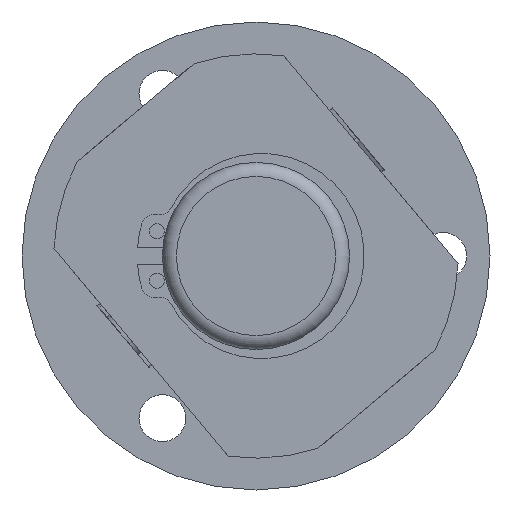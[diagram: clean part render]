
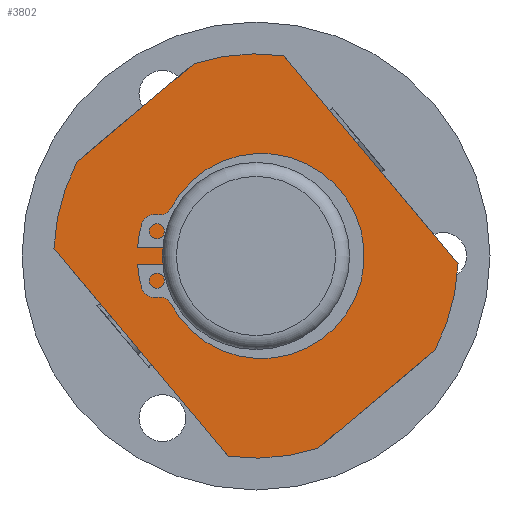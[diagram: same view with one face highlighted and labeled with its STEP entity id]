
A CAD part, left-side view. The second image highlights one B-rep face of the part: STEP entity #3802.
In plain terms, the highlighted planar face has unit normal (-1, 0, 0).
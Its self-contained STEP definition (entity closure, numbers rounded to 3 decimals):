
#168=CIRCLE('',#4152,12.5);
#170=CIRCLE('',#4155,27.);
#171=CIRCLE('',#4156,27.);
#172=CIRCLE('',#4157,27.);
#173=CIRCLE('',#4158,27.);
#994=ORIENTED_EDGE('',*,*,#1719,.T.);
#995=ORIENTED_EDGE('',*,*,#1722,.F.);
#996=ORIENTED_EDGE('',*,*,#1723,.T.);
#997=ORIENTED_EDGE('',*,*,#1724,.F.);
#998=ORIENTED_EDGE('',*,*,#1725,.T.);
#999=ORIENTED_EDGE('',*,*,#1726,.F.);
#1000=ORIENTED_EDGE('',*,*,#1727,.T.);
#1001=ORIENTED_EDGE('',*,*,#1728,.F.);
#1002=ORIENTED_EDGE('',*,*,#1729,.T.);
#1719=EDGE_CURVE('',#2146,#2146,#168,.T.);
#1722=EDGE_CURVE('',#2149,#2150,#2534,.T.);
#1723=EDGE_CURVE('',#2149,#2151,#170,.F.);
#1724=EDGE_CURVE('',#2152,#2151,#2535,.T.);
#1725=EDGE_CURVE('',#2152,#2153,#171,.F.);
#1726=EDGE_CURVE('',#2154,#2153,#2536,.T.);
#1727=EDGE_CURVE('',#2154,#2155,#172,.F.);
#1728=EDGE_CURVE('',#2156,#2155,#2537,.T.);
#1729=EDGE_CURVE('',#2156,#2150,#173,.F.);
#2146=VERTEX_POINT('',#6175);
#2149=VERTEX_POINT('',#6200);
#2150=VERTEX_POINT('',#6201);
#2151=VERTEX_POINT('',#6203);
#2152=VERTEX_POINT('',#6205);
#2153=VERTEX_POINT('',#6207);
#2154=VERTEX_POINT('',#6209);
#2155=VERTEX_POINT('',#6211);
#2156=VERTEX_POINT('',#6213);
#2534=LINE('',#6199,#2862);
#2535=LINE('',#6204,#2863);
#2536=LINE('',#6208,#2864);
#2537=LINE('',#6212,#2865);
#2862=VECTOR('',#5018,1000.);
#2863=VECTOR('',#5021,1000.);
#2864=VECTOR('',#5024,1000.);
#2865=VECTOR('',#5027,1000.);
#3114=EDGE_LOOP('',(#994));
#3115=EDGE_LOOP('',(#995,#996,#997,#998,#999,#1000,#1001,#1002));
#3414=FACE_BOUND('',#3114,.T.);
#3415=FACE_BOUND('',#3115,.T.);
#3637=PLANE('',#4154);
#3802=ADVANCED_FACE('',(#3414,#3415),#3637,.F.);
#4152=AXIS2_PLACEMENT_3D('',#6174,#5012,#5013);
#4154=AXIS2_PLACEMENT_3D('',#6198,#5016,#5017);
#4155=AXIS2_PLACEMENT_3D('',#6202,#5019,#5020);
#4156=AXIS2_PLACEMENT_3D('',#6206,#5022,#5023);
#4157=AXIS2_PLACEMENT_3D('',#6210,#5025,#5026);
#4158=AXIS2_PLACEMENT_3D('',#6214,#5028,#5029);
#5012=DIRECTION('',(1.,0.,0.));
#5013=DIRECTION('',(0.,0.,-1.));
#5016=DIRECTION('',(1.,0.,0.));
#5017=DIRECTION('',(0.,0.,-1.));
#5018=DIRECTION('',(0.,1.,0.));
#5019=DIRECTION('',(1.,0.,0.));
#5020=DIRECTION('',(0.,0.,-1.));
#5021=DIRECTION('',(0.,0.,-1.));
#5022=DIRECTION('',(1.,0.,0.));
#5023=DIRECTION('',(0.,0.,-1.));
#5024=DIRECTION('',(0.,-1.,0.));
#5025=DIRECTION('',(1.,0.,0.));
#5026=DIRECTION('',(0.,0.,-1.));
#5027=DIRECTION('',(0.,0.,1.));
#5028=DIRECTION('',(1.,0.,0.));
#5029=DIRECTION('',(0.,0.,-1.));
#6174=CARTESIAN_POINT('',(-60.,0.,0.));
#6175=CARTESIAN_POINT('',(-60.,0.,-12.5));
#6198=CARTESIAN_POINT('',(-60.,0.,0.));
#6199=CARTESIAN_POINT('',(-60.,-25.,-20.));
#6200=CARTESIAN_POINT('',(-60.,-18.138,-20.));
#6201=CARTESIAN_POINT('',(-60.,18.138,-20.));
#6202=CARTESIAN_POINT('',(-60.,0.,0.));
#6203=CARTESIAN_POINT('',(-60.,-25.,-10.198));
#6204=CARTESIAN_POINT('',(-60.,-25.,20.));
#6205=CARTESIAN_POINT('',(-60.,-25.,10.198));
#6206=CARTESIAN_POINT('',(-60.,0.,0.));
#6207=CARTESIAN_POINT('',(-60.,-18.138,20.));
#6208=CARTESIAN_POINT('',(-60.,25.,20.));
#6209=CARTESIAN_POINT('',(-60.,18.138,20.));
#6210=CARTESIAN_POINT('',(-60.,0.,0.));
#6211=CARTESIAN_POINT('',(-60.,25.,10.198));
#6212=CARTESIAN_POINT('',(-60.,25.,-20.));
#6213=CARTESIAN_POINT('',(-60.,25.,-10.198));
#6214=CARTESIAN_POINT('',(-60.,0.,0.));
